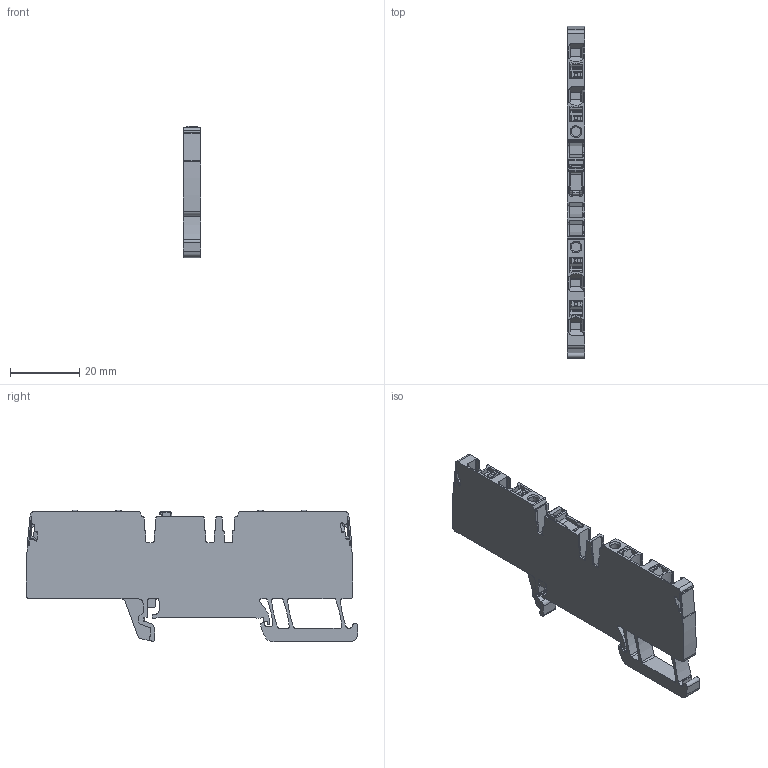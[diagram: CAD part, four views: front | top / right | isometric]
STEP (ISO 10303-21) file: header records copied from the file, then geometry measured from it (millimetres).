
FILE_DESCRIPTION(('CATIA V5 STEP Exchange','CAx-IF Rec.Pracs.--- Model Styling and Organization---1.5--- 2016-08-15','CAx-IF Rec.Pracs.---Supplemental Geometry---1.0---2011-11-01','CAx-IF Rec.Pracs.--- Composite Materials ---1.1---2010-07-15'),'2;1');
FILE_NAME ('2185909-1_0', '2026-01-29T07:23:07+00:00', ('none'), ('Weidmueller'), 'CATIA Version 5-6 Release 2024 SP4', 'CATIA V5 STEP AP214 v3', 'none');
FILE_SCHEMA(('AUTOMOTIVE_DESIGN { 1 0 10303 214 1 1 1 1 }'));
Length unit declared in the file: millimetre
Products named in the file (1): 3158320000
Bounding box: 5.1 x 96.14 x 38.1 mm (x, y, z)
Volume: 11842.5 mm3; surface area: 9577.1 mm2
Topology: 1 solids, 4 shells, 1260 faces, 3570 edges, 2318 vertices
Faces by surface type: cylinder 641, plane 513, torus 45, bspline 40, extrusion 12, cone 7, sphere 2
Entity records: 42990 total; most frequent: CARTESIAN_POINT 11366, ORIENTED_EDGE 7132, DIRECTION 5296, EDGE_CURVE 3566, VERTEX_POINT 2318, VECTOR 2157, LINE 2145, AXIS2_PLACEMENT_3D 2055
